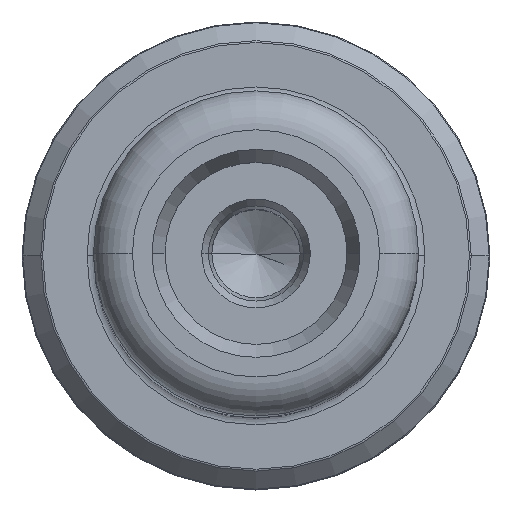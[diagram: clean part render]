
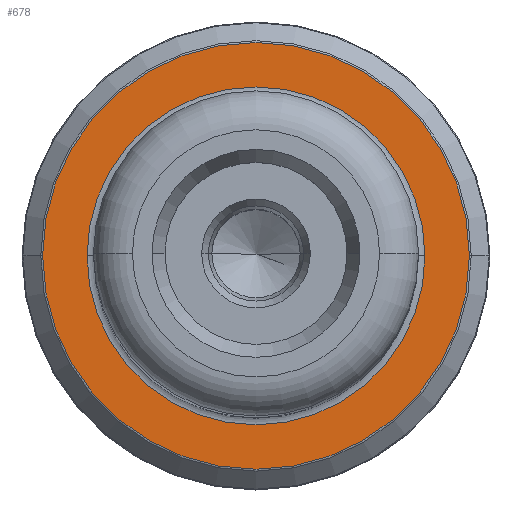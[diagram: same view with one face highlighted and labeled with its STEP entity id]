
A CAD part, top view. The second image highlights one B-rep face of the part: STEP entity #678.
In plain terms, the highlighted planar face has unit normal (0, 0, 1).
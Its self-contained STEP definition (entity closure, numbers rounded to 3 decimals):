
#16 = CIRCLE ( 'NONE', #3124, 13. ) ;
#53 = EDGE_LOOP ( 'NONE', ( #3444, #1571 ) ) ;
#96 = CARTESIAN_POINT ( 'NONE',  ( 0., 0., 26. ) ) ;
#364 = DIRECTION ( 'NONE',  ( 0., 0., 1. ) ) ;
#426 = VERTEX_POINT ( 'NONE', #936 ) ;
#636 = CARTESIAN_POINT ( 'NONE',  ( 0., 0., 26. ) ) ;
#678 = ADVANCED_FACE ( 'NONE', ( #2375, #742 ), #3240, .T. ) ;
#679 = CARTESIAN_POINT ( 'NONE',  ( 13., 0., 26. ) ) ;
#712 = DIRECTION ( 'NONE',  ( -1., 0., 0. ) ) ;
#742 = FACE_OUTER_BOUND ( 'NONE', #53, .T. ) ;
#789 = CIRCLE ( 'NONE', #3246, 16.417 ) ;
#902 = DIRECTION ( 'NONE',  ( -1., 0., 0. ) ) ;
#936 = CARTESIAN_POINT ( 'NONE',  ( 16.417, 0., 26. ) ) ;
#991 = CARTESIAN_POINT ( 'NONE',  ( 0., 0., 26. ) ) ;
#1122 = AXIS2_PLACEMENT_3D ( 'NONE', #96, #364, #3435 ) ;
#1451 = DIRECTION ( 'NONE',  ( 0., 0., -1. ) ) ;
#1481 = VERTEX_POINT ( 'NONE', #2380 ) ;
#1571 = ORIENTED_EDGE ( 'NONE', *, *, #2574, .T. ) ;
#1832 = EDGE_LOOP ( 'NONE', ( #2286, #2444 ) ) ;
#1837 = CARTESIAN_POINT ( 'NONE',  ( -13., 0., 26. ) ) ;
#2101 = CARTESIAN_POINT ( 'NONE',  ( 0., 0., 26. ) ) ;
#2131 = CIRCLE ( 'NONE', #2672, 13. ) ;
#2261 = EDGE_CURVE ( 'NONE', #2520, #2801, #2131, .T. ) ;
#2286 = ORIENTED_EDGE ( 'NONE', *, *, #2528, .T. ) ;
#2375 = FACE_BOUND ( 'NONE', #1832, .T. ) ;
#2380 = CARTESIAN_POINT ( 'NONE',  ( -16.417, 0., 26. ) ) ;
#2394 = DIRECTION ( 'NONE',  ( 1., 0., 0. ) ) ;
#2408 = DIRECTION ( 'NONE',  ( 0., 0., 1. ) ) ;
#2444 = ORIENTED_EDGE ( 'NONE', *, *, #2261, .T. ) ;
#2520 = VERTEX_POINT ( 'NONE', #679 ) ;
#2528 = EDGE_CURVE ( 'NONE', #2801, #2520, #16, .T. ) ;
#2574 = EDGE_CURVE ( 'NONE', #1481, #426, #789, .T. ) ;
#2672 = AXIS2_PLACEMENT_3D ( 'NONE', #636, #1451, #902 ) ;
#2701 = DIRECTION ( 'NONE',  ( 1., 0., 0. ) ) ;
#2764 = AXIS2_PLACEMENT_3D ( 'NONE', #3548, #3215, #2394 ) ;
#2801 = VERTEX_POINT ( 'NONE', #1837 ) ;
#2993 = CIRCLE ( 'NONE', #1122, 16.417 ) ;
#3124 = AXIS2_PLACEMENT_3D ( 'NONE', #2101, #3250, #712 ) ;
#3215 = DIRECTION ( 'NONE',  ( 0., 0., 1. ) ) ;
#3240 = PLANE ( 'NONE',  #2764 ) ;
#3246 = AXIS2_PLACEMENT_3D ( 'NONE', #991, #2408, #2701 ) ;
#3250 = DIRECTION ( 'NONE',  ( 0., 0., -1. ) ) ;
#3435 = DIRECTION ( 'NONE',  ( 1., 0., 0. ) ) ;
#3444 = ORIENTED_EDGE ( 'NONE', *, *, #3482, .T. ) ;
#3482 = EDGE_CURVE ( 'NONE', #426, #1481, #2993, .T. ) ;
#3548 = CARTESIAN_POINT ( 'NONE',  ( 0., 0., 26. ) ) ;
